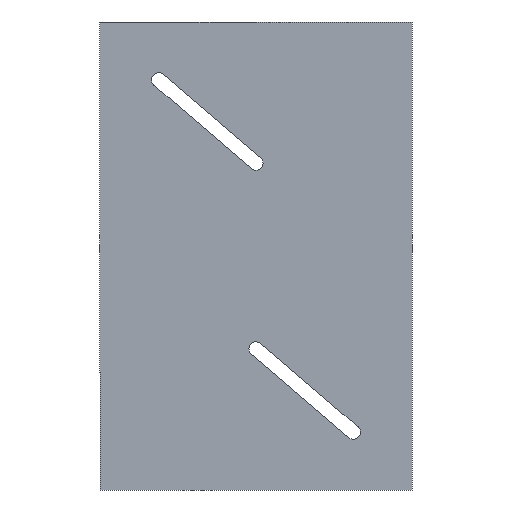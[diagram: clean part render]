
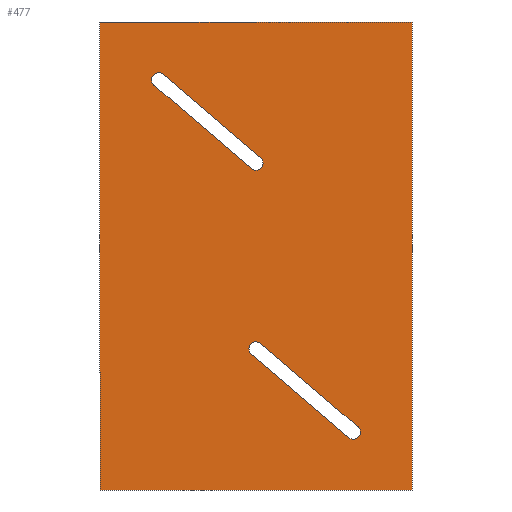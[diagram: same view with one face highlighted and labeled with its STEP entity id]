
A CAD part, front view. The second image highlights one B-rep face of the part: STEP entity #477.
In plain terms, the highlighted planar face has unit normal (0, -1, 0).
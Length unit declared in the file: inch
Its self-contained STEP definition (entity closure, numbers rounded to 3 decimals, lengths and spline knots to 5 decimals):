
#1 = VERTEX_POINT ( 'NONE', #449 ) ;
#4 = LINE ( 'NONE', #271, #448 ) ;
#11 = ORIENTED_EDGE ( 'NONE', *, *, #484, .T. ) ;
#16 = CIRCLE ( 'NONE', #214, 0.09 ) ;
#19 = CARTESIAN_POINT ( 'NONE',  ( -1.30853, 0., 2.19163 ) ) ;
#23 = AXIS2_PLACEMENT_3D ( 'NONE', #159, #371, #115 ) ;
#26 = DIRECTION ( 'NONE',  ( 1., 0., 0. ) ) ;
#29 = ORIENTED_EDGE ( 'NONE', *, *, #462, .T. ) ;
#36 = CARTESIAN_POINT ( 'NONE',  ( 0., 0., -1.19 ) ) ;
#41 = CARTESIAN_POINT ( 'NONE',  ( -0.05853, 0., 1.12163 ) ) ;
#42 = ORIENTED_EDGE ( 'NONE', *, *, #139, .T. ) ;
#43 = VERTEX_POINT ( 'NONE', #490 ) ;
#51 = EDGE_CURVE ( 'NONE', #450, #332, #404, .T. ) ;
#67 = CARTESIAN_POINT ( 'NONE',  ( -0.05853, 0., 1.12163 ) ) ;
#71 = EDGE_CURVE ( 'NONE', #341, #391, #519, .T. ) ;
#72 = CARTESIAN_POINT ( 'NONE',  ( 0., 0., -1.19 ) ) ;
#73 = CARTESIAN_POINT ( 'NONE',  ( 2., 0., 2.5 ) ) ;
#83 = CARTESIAN_POINT ( 'NONE',  ( -1.25, 0., 2.26 ) ) ;
#84 = ORIENTED_EDGE ( 'NONE', *, *, #71, .F. ) ;
#91 = FACE_BOUND ( 'NONE', #482, .T. ) ;
#92 = ORIENTED_EDGE ( 'NONE', *, *, #548, .T. ) ;
#102 = EDGE_CURVE ( 'NONE', #332, #316, #465, .T. ) ;
#104 = FACE_OUTER_BOUND ( 'NONE', #544, .T. ) ;
#114 = DIRECTION ( 'NONE',  ( -0.76, 0., 0.65 ) ) ;
#115 = DIRECTION ( 'NONE',  ( 0., 0., 1. ) ) ;
#117 = DIRECTION ( 'NONE',  ( 0., 0., 1. ) ) ;
#127 = PLANE ( 'NONE',  #555 ) ;
#129 = DIRECTION ( 'NONE',  ( 0., 0., 1. ) ) ;
#135 = VERTEX_POINT ( 'NONE', #67 ) ;
#137 = EDGE_CURVE ( 'NONE', #43, #365, #16, .T. ) ;
#139 = EDGE_CURVE ( 'NONE', #500, #135, #445, .T. ) ;
#142 = EDGE_LOOP ( 'NONE', ( #42, #406, #496, #441, #29 ) ) ;
#153 = DIRECTION ( 'NONE',  ( 0.76, 0., -0.65 ) ) ;
#156 = ORIENTED_EDGE ( 'NONE', *, *, #137, .T. ) ;
#159 = CARTESIAN_POINT ( 'NONE',  ( -1.25, 0., 2.26 ) ) ;
#160 = AXIS2_PLACEMENT_3D ( 'NONE', #494, #241, #534 ) ;
#165 = EDGE_CURVE ( 'NONE', #391, #221, #547, .T. ) ;
#173 = ORIENTED_EDGE ( 'NONE', *, *, #514, .F. ) ;
#180 = LINE ( 'NONE', #41, #539 ) ;
#184 = CARTESIAN_POINT ( 'NONE',  ( -1.25, 0., 2.35 ) ) ;
#188 = LINE ( 'NONE', #242, #401 ) ;
#190 = CIRCLE ( 'NONE', #23, 0.09 ) ;
#194 = CARTESIAN_POINT ( 'NONE',  ( -2., 0., 3. ) ) ;
#199 = CARTESIAN_POINT ( 'NONE',  ( 0.05853, 0., 1.25837 ) ) ;
#200 = DIRECTION ( 'NONE',  ( 0., 1., 0. ) ) ;
#208 = VECTOR ( 'NONE', #380, 39.37008 ) ;
#211 = AXIS2_PLACEMENT_3D ( 'NONE', #83, #381, #129 ) ;
#214 = AXIS2_PLACEMENT_3D ( 'NONE', #72, #372, #117 ) ;
#218 = EDGE_CURVE ( 'NONE', #135, #363, #180, .T. ) ;
#221 = VERTEX_POINT ( 'NONE', #290 ) ;
#227 = DIRECTION ( 'NONE',  ( 0., 0., 1. ) ) ;
#237 = CARTESIAN_POINT ( 'NONE',  ( -2., 0., 3. ) ) ;
#241 = DIRECTION ( 'NONE',  ( 0., 1., 0. ) ) ;
#242 = CARTESIAN_POINT ( 'NONE',  ( 0.05853, 0., -1.12163 ) ) ;
#246 = ORIENTED_EDGE ( 'NONE', *, *, #428, .F. ) ;
#249 = DIRECTION ( 'NONE',  ( 0., 1., 0. ) ) ;
#254 = DIRECTION ( 'NONE',  ( 0., 0., -1. ) ) ;
#258 = EDGE_CURVE ( 'NONE', #363, #384, #396, .T. ) ;
#265 = ORIENTED_EDGE ( 'NONE', *, *, #51, .T. ) ;
#271 = CARTESIAN_POINT ( 'NONE',  ( -2., 0., 2.5 ) ) ;
#273 = AXIS2_PLACEMENT_3D ( 'NONE', #464, #200, #501 ) ;
#274 = CARTESIAN_POINT ( 'NONE',  ( -1.19147, 0., 2.32837 ) ) ;
#275 = CARTESIAN_POINT ( 'NONE',  ( 0.05853, 0., -1.12163 ) ) ;
#290 = CARTESIAN_POINT ( 'NONE',  ( 2., 0., -3. ) ) ;
#291 = CARTESIAN_POINT ( 'NONE',  ( -0.05853, 0., -1.25837 ) ) ;
#297 = CARTESIAN_POINT ( 'NONE',  ( 1.19147, 0., -2.32837 ) ) ;
#304 = CIRCLE ( 'NONE', #518, 0.09 ) ;
#313 = FACE_BOUND ( 'NONE', #142, .T. ) ;
#316 = VERTEX_POINT ( 'NONE', #291 ) ;
#332 = VERTEX_POINT ( 'NONE', #297 ) ;
#333 = DIRECTION ( 'NONE',  ( -0.76, 0., 0.65 ) ) ;
#334 = CARTESIAN_POINT ( 'NONE',  ( 0., 0., 0. ) ) ;
#341 = VERTEX_POINT ( 'NONE', #237 ) ;
#342 = VECTOR ( 'NONE', #114, 39.37008 ) ;
#353 = CARTESIAN_POINT ( 'NONE',  ( 2., 0., 3. ) ) ;
#363 = VERTEX_POINT ( 'NONE', #19 ) ;
#365 = VERTEX_POINT ( 'NONE', #275 ) ;
#371 = DIRECTION ( 'NONE',  ( 0., 1., 0. ) ) ;
#372 = DIRECTION ( 'NONE',  ( 0., 1., 0. ) ) ;
#380 = DIRECTION ( 'NONE',  ( 0.76, 0., -0.65 ) ) ;
#381 = DIRECTION ( 'NONE',  ( 0., 1., 0. ) ) ;
#382 = ORIENTED_EDGE ( 'NONE', *, *, #102, .T. ) ;
#384 = VERTEX_POINT ( 'NONE', #184 ) ;
#391 = VERTEX_POINT ( 'NONE', #353 ) ;
#396 = CIRCLE ( 'NONE', #211, 0.09 ) ;
#401 = VECTOR ( 'NONE', #153, 39.37008 ) ;
#403 = CARTESIAN_POINT ( 'NONE',  ( 1.30853, 0., -2.19163 ) ) ;
#404 = CIRCLE ( 'NONE', #160, 0.09 ) ;
#405 = VECTOR ( 'NONE', #498, 39.37008 ) ;
#406 = ORIENTED_EDGE ( 'NONE', *, *, #218, .T. ) ;
#415 = DIRECTION ( 'NONE',  ( 0., 0., -1. ) ) ;
#422 = LINE ( 'NONE', #538, #405 ) ;
#428 = EDGE_CURVE ( 'NONE', #1, #341, #4, .T. ) ;
#429 = VERTEX_POINT ( 'NONE', #274 ) ;
#434 = ORIENTED_EDGE ( 'NONE', *, *, #165, .F. ) ;
#437 = VECTOR ( 'NONE', #254, 39.37008 ) ;
#441 = ORIENTED_EDGE ( 'NONE', *, *, #486, .T. ) ;
#445 = CIRCLE ( 'NONE', #273, 0.09 ) ;
#448 = VECTOR ( 'NONE', #227, 39.37008 ) ;
#449 = CARTESIAN_POINT ( 'NONE',  ( -2., 0., -3. ) ) ;
#450 = VERTEX_POINT ( 'NONE', #403 ) ;
#455 = CARTESIAN_POINT ( 'NONE',  ( -0.05853, 0., -1.25837 ) ) ;
#462 = EDGE_CURVE ( 'NONE', #429, #500, #551, .T. ) ;
#464 = CARTESIAN_POINT ( 'NONE',  ( 0., 0., 1.19 ) ) ;
#465 = LINE ( 'NONE', #455, #342 ) ;
#477 = ADVANCED_FACE ( 'NONE', ( #91, #313, #104 ), #127, .T. ) ;
#482 = EDGE_LOOP ( 'NONE', ( #11, #156, #92, #265, #382 ) ) ;
#484 = EDGE_CURVE ( 'NONE', #316, #43, #304, .T. ) ;
#486 = EDGE_CURVE ( 'NONE', #384, #429, #190, .T. ) ;
#490 = CARTESIAN_POINT ( 'NONE',  ( 0., 0., -1.1 ) ) ;
#494 = CARTESIAN_POINT ( 'NONE',  ( 1.25, 0., -2.26 ) ) ;
#496 = ORIENTED_EDGE ( 'NONE', *, *, #258, .T. ) ;
#498 = DIRECTION ( 'NONE',  ( -1., 0., 0. ) ) ;
#500 = VERTEX_POINT ( 'NONE', #199 ) ;
#501 = DIRECTION ( 'NONE',  ( 0., 0., 1. ) ) ;
#508 = VECTOR ( 'NONE', #26, 39.37008 ) ;
#514 = EDGE_CURVE ( 'NONE', #221, #1, #422, .T. ) ;
#518 = AXIS2_PLACEMENT_3D ( 'NONE', #36, #249, #543 ) ;
#519 = LINE ( 'NONE', #194, #508 ) ;
#529 = CARTESIAN_POINT ( 'NONE',  ( 0.05853, 0., 1.25837 ) ) ;
#534 = DIRECTION ( 'NONE',  ( 0., 0., 1. ) ) ;
#538 = CARTESIAN_POINT ( 'NONE',  ( -2., 0., -3. ) ) ;
#539 = VECTOR ( 'NONE', #333, 39.37008 ) ;
#543 = DIRECTION ( 'NONE',  ( 0., 0., 1. ) ) ;
#544 = EDGE_LOOP ( 'NONE', ( #246, #173, #434, #84 ) ) ;
#547 = LINE ( 'NONE', #73, #437 ) ;
#548 = EDGE_CURVE ( 'NONE', #365, #450, #188, .T. ) ;
#551 = LINE ( 'NONE', #529, #208 ) ;
#554 = DIRECTION ( 'NONE',  ( 0., -1., 0. ) ) ;
#555 = AXIS2_PLACEMENT_3D ( 'NONE', #334, #554, #415 ) ;
